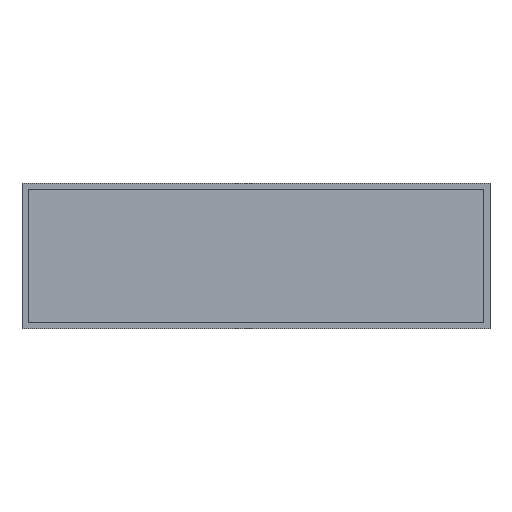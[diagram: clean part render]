
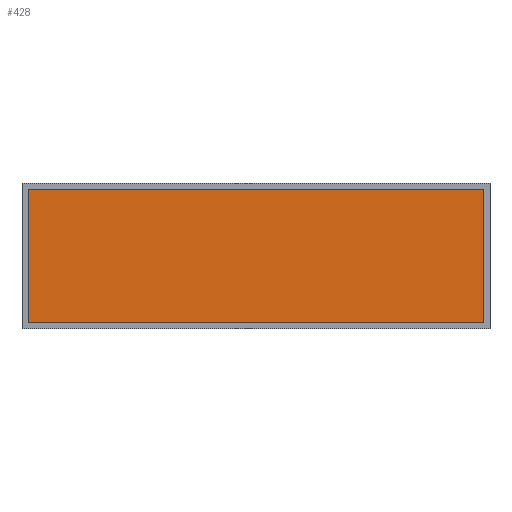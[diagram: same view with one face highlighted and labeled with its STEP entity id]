
A CAD part, top view. The second image highlights one B-rep face of the part: STEP entity #428.
In plain terms, the highlighted planar face has unit normal (0, 0, 1).
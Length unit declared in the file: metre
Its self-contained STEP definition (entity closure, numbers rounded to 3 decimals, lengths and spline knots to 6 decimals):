
#88=ORIENTED_EDGE('',*,*,#162,.F.);
#89=ORIENTED_EDGE('',*,*,#184,.T.);
#90=ORIENTED_EDGE('',*,*,#174,.T.);
#91=ORIENTED_EDGE('',*,*,#185,.F.);
#92=ORIENTED_EDGE('',*,*,#158,.F.);
#93=ORIENTED_EDGE('',*,*,#181,.F.);
#94=ORIENTED_EDGE('',*,*,#147,.T.);
#95=ORIENTED_EDGE('',*,*,#183,.T.);
#147=EDGE_CURVE('',#207,#206,#247,.T.);
#158=EDGE_CURVE('',#215,#216,#258,.T.);
#162=EDGE_CURVE('',#219,#220,#262,.T.);
#174=EDGE_CURVE('',#231,#230,#274,.T.);
#181=EDGE_CURVE('',#207,#215,#281,.T.);
#183=EDGE_CURVE('',#206,#220,#283,.T.);
#184=EDGE_CURVE('',#219,#231,#284,.T.);
#185=EDGE_CURVE('',#216,#230,#285,.T.);
#206=VERTEX_POINT('',#604);
#207=VERTEX_POINT('',#606);
#215=VERTEX_POINT('',#626);
#216=VERTEX_POINT('',#628);
#219=VERTEX_POINT('',#634);
#220=VERTEX_POINT('',#636);
#230=VERTEX_POINT('',#658);
#231=VERTEX_POINT('',#660);
#247=LINE('',#605,#307);
#258=LINE('',#627,#318);
#262=LINE('',#635,#322);
#274=LINE('',#659,#334);
#281=LINE('',#672,#341);
#283=LINE('',#675,#343);
#284=LINE('',#677,#344);
#285=LINE('',#678,#345);
#307=VECTOR('',#492,1.);
#318=VECTOR('',#507,1.);
#322=VECTOR('',#511,1.);
#334=VECTOR('',#525,1.);
#341=VECTOR('',#542,1.);
#343=VECTOR('',#546,1.);
#344=VECTOR('',#549,1.);
#345=VECTOR('',#550,1.);
#366=EDGE_LOOP('',(#88,#89,#90,#91,#92,#93,#94,#95));
#388=FACE_BOUND('',#366,.T.);
#408=PLANE('',#461);
#428=ADVANCED_FACE('',(#388),#408,.T.);
#461=AXIS2_PLACEMENT_3D('',#676,#547,#548);
#492=DIRECTION('',(1.,0.,0.));
#507=DIRECTION('',(1.,0.,0.));
#511=DIRECTION('',(1.,0.,0.));
#525=DIRECTION('',(-1.,0.,0.));
#542=DIRECTION('',(0.,1.,0.));
#546=DIRECTION('',(0.,1.,0.));
#547=DIRECTION('',(0.,0.,1.));
#548=DIRECTION('',(1.,0.,0.));
#549=DIRECTION('',(0.,1.,0.));
#550=DIRECTION('',(0.,1.,0.));
#604=CARTESIAN_POINT('',(0.165807,-0.0485,0.0074));
#605=CARTESIAN_POINT('',(0.,-0.0485,0.0074));
#606=CARTESIAN_POINT('',(-0.165807,-0.0485,0.0074));
#626=CARTESIAN_POINT('',(-0.165807,0.0485,0.0074));
#627=CARTESIAN_POINT('',(0.,0.0485,0.0074));
#628=CARTESIAN_POINT('',(-0.165307,0.0485,0.0074));
#634=CARTESIAN_POINT('',(-0.152807,0.0485,0.0074));
#635=CARTESIAN_POINT('',(0.,0.0485,0.0074));
#636=CARTESIAN_POINT('',(0.165807,0.0485,0.0074));
#658=CARTESIAN_POINT('',(-0.165307,0.053,0.0074));
#659=CARTESIAN_POINT('',(-0.159057,0.053,0.0074));
#660=CARTESIAN_POINT('',(-0.152807,0.053,0.0074));
#672=CARTESIAN_POINT('',(-0.165807,0.,0.0074));
#675=CARTESIAN_POINT('',(0.165807,0.,0.0074));
#676=CARTESIAN_POINT('',(0.,0.,0.0074));
#677=CARTESIAN_POINT('',(-0.152807,0.028,0.0074));
#678=CARTESIAN_POINT('',(-0.165307,0.028,0.0074));
